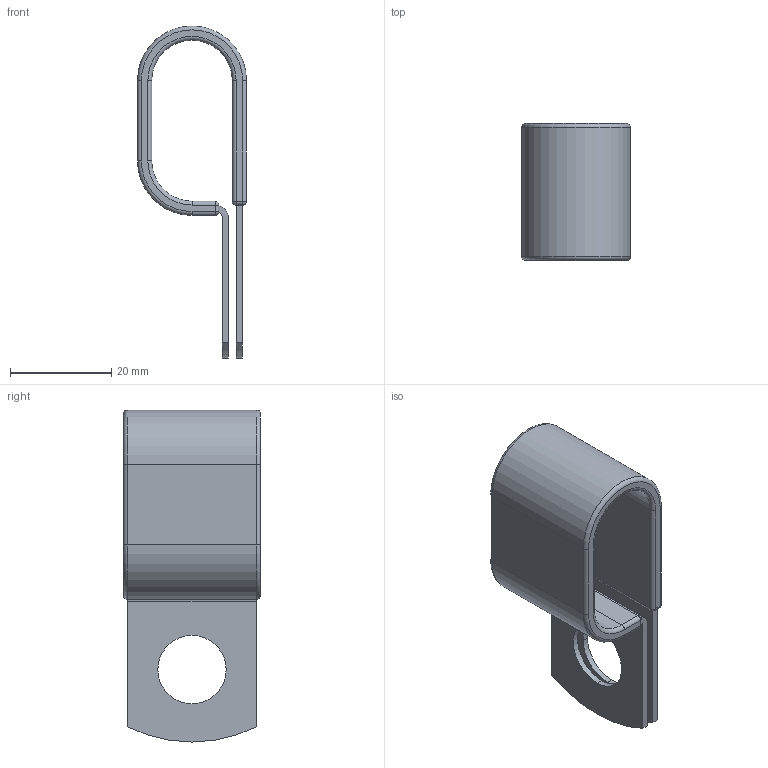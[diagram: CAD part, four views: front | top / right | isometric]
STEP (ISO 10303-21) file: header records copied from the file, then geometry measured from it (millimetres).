
FILE_DESCRIPTION (( 'STEP AP214' ), '1' );
FILE_NAME ('CDV1017Z2.step', '2018-11-26T20:58:57', ( 'User' ), ( 'Microsoft' ), 'SwSTEP 2.0', 'SolidWorks 2018', '' );
FILE_SCHEMA (( 'AUTOMOTIVE_DESIGN' ));
Length unit declared in the file: inch
Products named in the file (1): CDV1017Z2
Bounding box: 21.49 x 26.99 x 65.48 mm (x, y, z)
Volume: 8157.1 mm3; surface area: 7932.6 mm2
Topology: 1 solids, 1 shells, 72 faces, 173 edges, 96 vertices
Faces by surface type: cylinder 33, plane 23, torus 8, sphere 8
Entity records: 2748 total; most frequent: DIRECTION 389, CARTESIAN_POINT 334, ORIENTED_EDGE 330, EDGE_CURVE 165, AXIS2_PLACEMENT_3D 151, VERTEX_POINT 96, LINE 87, VECTOR 87
